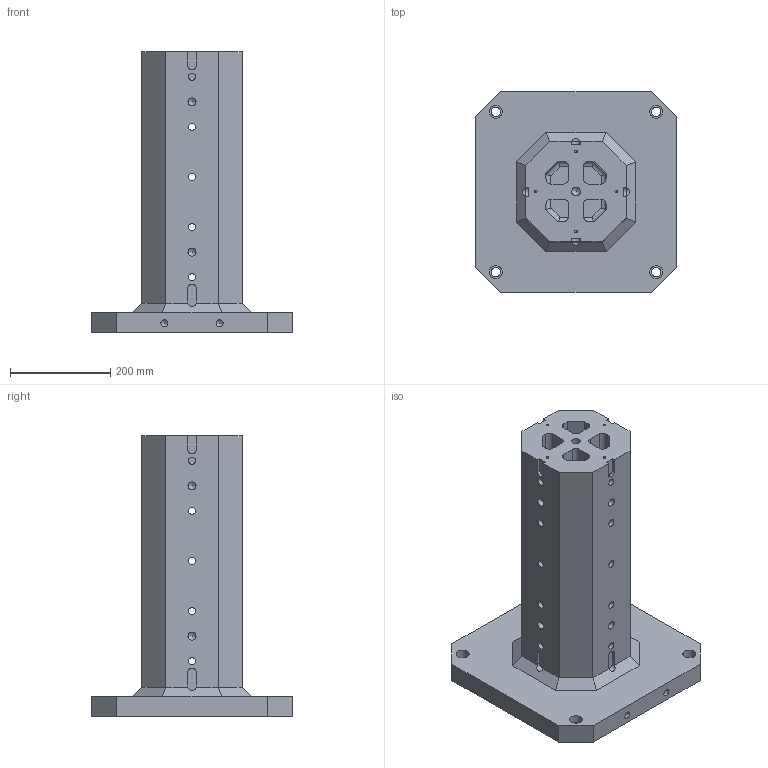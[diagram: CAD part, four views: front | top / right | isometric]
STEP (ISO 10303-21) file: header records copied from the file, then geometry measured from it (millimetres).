
FILE_DESCRIPTION( ( 'Unknown' ), '1' );
FILE_NAME( 'SVF-10050-400CB8-100.stp', 'Unknown', ( 'S.C.H' ), ( 'Unknown' ), 'XStep 1.0', 'Unknown', ' ' );
FILE_SCHEMA( ( 'CONFIG_CONTROL_DESIGN' ) );
Length unit declared in the file: millimetre
Products named in the file (1): 1
Bounding box: 400 x 400 x 560 mm (x, y, z)
Volume: 17870364.1 mm3; surface area: 1022288 mm2
Topology: 1 solids, 1 shells, 174 faces, 475 edges, 310 vertices
Faces by surface type: cylinder 81, plane 77, cone 16
Full cylindrical faces by diameter (mm): 5 x4, 14 x23, 16 x8, 17.5 x1, 18 x4, 26 x4, 50 x1
Entity records: 5088 total; most frequent: DIRECTION 882, CARTESIAN_POINT 843, ORIENTED_EDGE 756, EDGE_CURVE 378, AXIS2_PLACEMENT_3D 329, EDGE_LOOP 290, VERTEX_POINT 290, LINE 224
